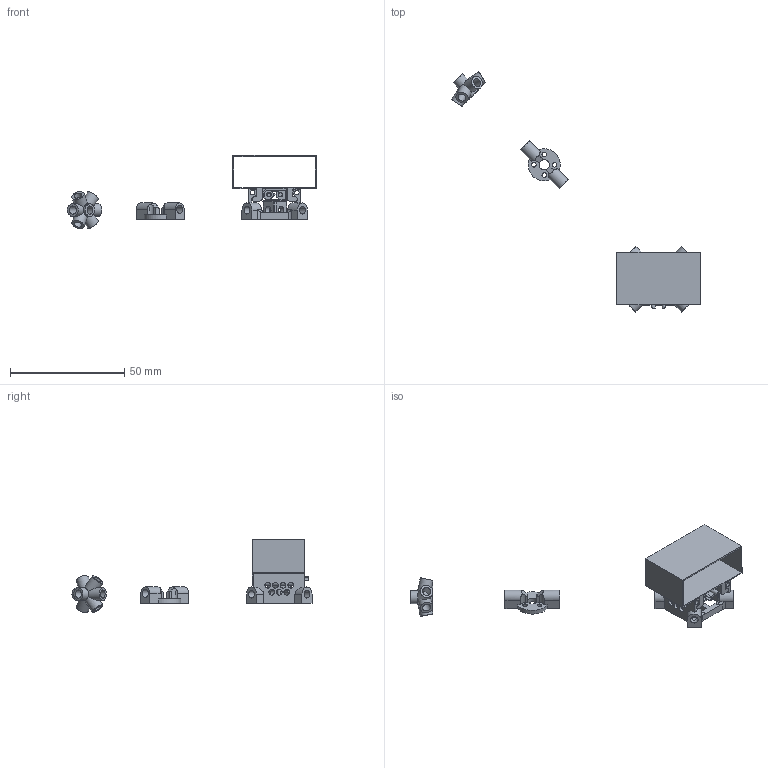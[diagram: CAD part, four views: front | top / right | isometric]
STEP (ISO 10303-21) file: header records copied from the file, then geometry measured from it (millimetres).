
FILE_DESCRIPTION(/* description */ (''),/* implementation_level */ '2;1');
FILE_NAME(/* name */ 'BambooSticksFrame_toothpick_curved v43.step',/* time_stamp */ '2019-12-30T12:05:23-05:00',/* author */ (''),/* organization */ (''),/* preprocessor_version */ 'ST-DEVELOPER v18',/* originating_system */ 'Autodesk Translation Framework v8.12.0.6',/* authorisation */ '');
FILE_SCHEMA (('AUTOMOTIVE_DESIGN { 1 0 10303 214 3 1 1 }'));
Length unit declared in the file: millimetre
Products named in the file (9): BambooSticksFrame_toothpick_curved; Battery Holder v1 v1; XT30 v1; XT30; XT30_Stecker; XT30_Buchse (1); XT30_Buchse; MotorMount2; MainBatteryHolder
Assembly tree (8 placements, depth 6):
  BambooSticksFrame_toothpick_curved
    Battery Holder v1 v1
      XT30 v1
        XT30
          XT30_Stecker
          XT30_Buchse (1)
            XT30_Buchse
    MotorMount2
    MainBatteryHolder
Bounding box: 108.86 x 104.87 x 31.91 mm (x, y, z)
Volume: 5833.7 mm3; surface area: 12674 mm2
Topology: 6 solids, 6 shells, 544 faces, 1520 edges, 947 vertices
Faces by surface type: cylinder 259, plane 223, sphere 28, bspline 22, torus 10, cone 2
Full cylindrical faces by diameter (mm): 1.65 x4, 2 x18, 2.5 x14, 3.45 x10, 3.6 x13, 4.5 x1, 5.6 x9
Entity records: 20714 total; most frequent: CARTESIAN_POINT 6233, DIRECTION 3081, ORIENTED_EDGE 2968, EDGE_CURVE 1484, AXIS2_PLACEMENT_3D 1153, VERTEX_POINT 947, LINE 775, VECTOR 775
